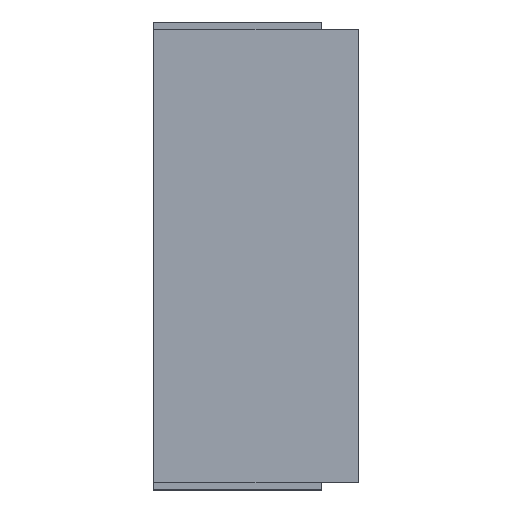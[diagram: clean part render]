
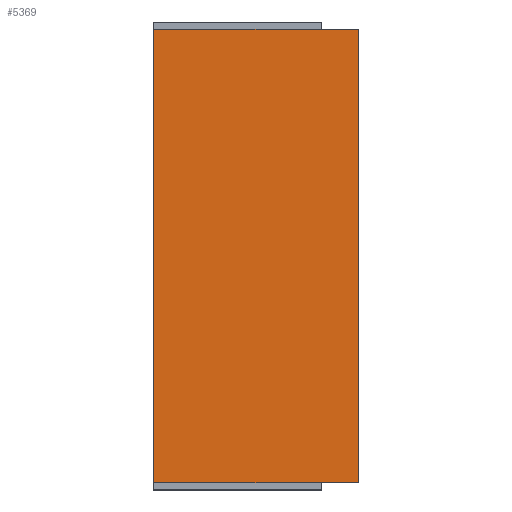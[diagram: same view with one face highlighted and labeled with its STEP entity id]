
A CAD part, front view. The second image highlights one B-rep face of the part: STEP entity #5369.
In plain terms, the highlighted planar face has unit normal (0, -1, 0).
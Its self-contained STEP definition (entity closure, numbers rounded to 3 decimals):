
#1293=FACE_OUTER_BOUND('',#1608,.T.);
#1608=EDGE_LOOP('',(#3924,#3925,#3926,#3927));
#2154=LINE('',#8225,#2482);
#2155=LINE('',#8227,#2483);
#2156=LINE('',#8229,#2484);
#2157=LINE('',#8230,#2485);
#2482=VECTOR('',#6441,280.);
#2483=VECTOR('',#6442,620.);
#2484=VECTOR('',#6443,280.);
#2485=VECTOR('',#6444,620.);
#2810=VERTEX_POINT('',#8223);
#2811=VERTEX_POINT('',#8224);
#2812=VERTEX_POINT('',#8226);
#2813=VERTEX_POINT('',#8228);
#3284=EDGE_CURVE('',#2810,#2811,#2154,.T.);
#3285=EDGE_CURVE('',#2811,#2812,#2155,.T.);
#3286=EDGE_CURVE('',#2812,#2813,#2156,.T.);
#3287=EDGE_CURVE('',#2813,#2810,#2157,.T.);
#3924=ORIENTED_EDGE('',*,*,#3284,.T.);
#3925=ORIENTED_EDGE('',*,*,#3285,.T.);
#3926=ORIENTED_EDGE('',*,*,#3286,.T.);
#3927=ORIENTED_EDGE('',*,*,#3287,.T.);
#5204=PLANE('',#5710);
#5369=ADVANCED_FACE('',(#1293),#5204,.T.);
#5710=AXIS2_PLACEMENT_3D('',#8222,#6439,#6440);
#6439=DIRECTION('center_axis',(0.,-1.,0.));
#6440=DIRECTION('ref_axis',(0.,0.,-1.));
#6441=DIRECTION('',(-1.,0.,0.));
#6442=DIRECTION('',(0.,0.,-1.));
#6443=DIRECTION('',(1.,0.,0.));
#6444=DIRECTION('',(0.,0.,1.));
#8222=CARTESIAN_POINT('Origin',(0.,-3.,0.));
#8223=CARTESIAN_POINT('',(140.,-3.,310.));
#8224=CARTESIAN_POINT('',(-140.,-3.,310.));
#8225=CARTESIAN_POINT('',(-140.,-3.,310.));
#8226=CARTESIAN_POINT('',(-140.,-3.,-310.));
#8227=CARTESIAN_POINT('',(-140.,-3.,-310.));
#8228=CARTESIAN_POINT('',(140.,-3.,-310.));
#8229=CARTESIAN_POINT('',(140.,-3.,-310.));
#8230=CARTESIAN_POINT('',(140.,-3.,310.));
